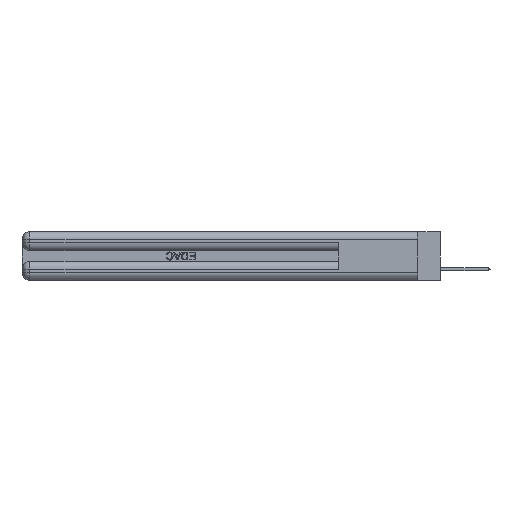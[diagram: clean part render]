
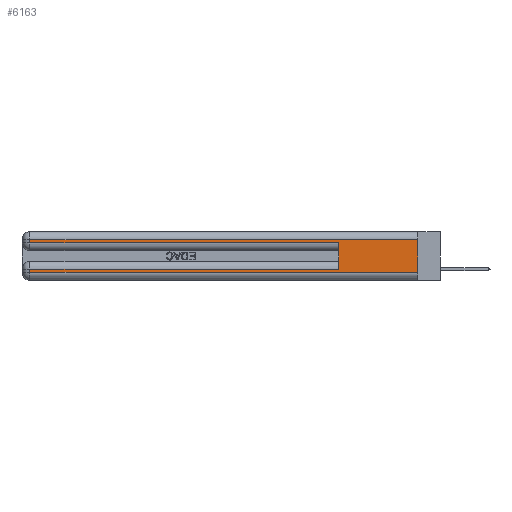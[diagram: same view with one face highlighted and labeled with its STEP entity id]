
A CAD part, left-side view. The second image highlights one B-rep face of the part: STEP entity #6163.
In plain terms, the highlighted planar face has unit normal (-1, 0, 0).
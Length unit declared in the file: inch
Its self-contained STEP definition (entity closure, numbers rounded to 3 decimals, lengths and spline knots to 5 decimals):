
#579 = ORIENTED_EDGE ( 'NONE', *, *, #18103, .F. ) ;
#1004 = CARTESIAN_POINT ( 'NONE',  ( 0., 2.94, 0.085 ) ) ;
#1076 = CARTESIAN_POINT ( 'NONE',  ( 0., 0., 0.285 ) ) ;
#1861 = CARTESIAN_POINT ( 'NONE',  ( 0., 2.94, 0.31 ) ) ;
#2194 = EDGE_CURVE ( 'NONE', #3520, #18508, #19274, .T. ) ;
#3520 = VERTEX_POINT ( 'NONE', #41049 ) ;
#3749 = LINE ( 'NONE', #1076, #35723 ) ;
#4051 = DIRECTION ( 'NONE',  ( 0., -1., 0. ) ) ;
#5705 = DIRECTION ( 'NONE',  ( 0., -1., 0. ) ) ;
#6163 = ADVANCED_FACE ( 'NONE', ( #41770 ), #32706, .F. ) ;
#8438 = EDGE_LOOP ( 'NONE', ( #21838, #26236, #29432, #44637, #579, #20041, #17488, #40631 ) ) ;
#10116 = VERTEX_POINT ( 'NONE', #1004 ) ;
#11764 = CARTESIAN_POINT ( 'NONE',  ( 0., 0., 0.31 ) ) ;
#12137 = LINE ( 'NONE', #43628, #44663 ) ;
#12839 = LINE ( 'NONE', #26219, #29097 ) ;
#13092 = LINE ( 'NONE', #37926, #34793 ) ;
#13139 = AXIS2_PLACEMENT_3D ( 'NONE', #35015, #22572, #29872 ) ;
#13546 = CARTESIAN_POINT ( 'NONE',  ( 0., 0.6, 0.085 ) ) ;
#13701 = EDGE_CURVE ( 'NONE', #18508, #35728, #30589, .T. ) ;
#14692 = CARTESIAN_POINT ( 'NONE',  ( 0., 0., 0.37 ) ) ;
#15899 = DIRECTION ( 'NONE',  ( 0., 0., -1. ) ) ;
#16213 = EDGE_CURVE ( 'NONE', #30338, #32547, #12839, .T. ) ;
#17488 = ORIENTED_EDGE ( 'NONE', *, *, #29111, .T. ) ;
#18103 = EDGE_CURVE ( 'NONE', #41802, #22592, #12137, .T. ) ;
#18313 = VECTOR ( 'NONE', #28393, 39.37008 ) ;
#18508 = VERTEX_POINT ( 'NONE', #1861 ) ;
#19274 = LINE ( 'NONE', #11764, #44782 ) ;
#20041 = ORIENTED_EDGE ( 'NONE', *, *, #25880, .T. ) ;
#20416 = EDGE_CURVE ( 'NONE', #35728, #22592, #3749, .T. ) ;
#20525 = CARTESIAN_POINT ( 'NONE',  ( 0., 2.94, 0.37 ) ) ;
#21838 = ORIENTED_EDGE ( 'NONE', *, *, #43165, .F. ) ;
#22572 = DIRECTION ( 'NONE',  ( 1., 0., 0. ) ) ;
#22592 = VERTEX_POINT ( 'NONE', #41431 ) ;
#24118 = CARTESIAN_POINT ( 'NONE',  ( 0., 0., 0.06 ) ) ;
#25880 = EDGE_CURVE ( 'NONE', #41802, #10116, #13092, .T. ) ;
#26219 = CARTESIAN_POINT ( 'NONE',  ( 0., 0., 0.06 ) ) ;
#26236 = ORIENTED_EDGE ( 'NONE', *, *, #2194, .T. ) ;
#27386 = VECTOR ( 'NONE', #15899, 39.37008 ) ;
#27796 = DIRECTION ( 'NONE',  ( 0., 1., 0. ) ) ;
#28393 = DIRECTION ( 'NONE',  ( 0., 0., -1. ) ) ;
#29097 = VECTOR ( 'NONE', #5705, 39.37008 ) ;
#29111 = EDGE_CURVE ( 'NONE', #10116, #30338, #32717, .T. ) ;
#29432 = ORIENTED_EDGE ( 'NONE', *, *, #13701, .T. ) ;
#29807 = LINE ( 'NONE', #14692, #18313 ) ;
#29872 = DIRECTION ( 'NONE',  ( 0., 0., -1. ) ) ;
#30037 = CARTESIAN_POINT ( 'NONE',  ( 0., 2.94, 0.37 ) ) ;
#30338 = VERTEX_POINT ( 'NONE', #41868 ) ;
#30589 = LINE ( 'NONE', #20525, #42428 ) ;
#32547 = VERTEX_POINT ( 'NONE', #24118 ) ;
#32706 = PLANE ( 'NONE',  #13139 ) ;
#32717 = LINE ( 'NONE', #30037, #27386 ) ;
#32976 = DIRECTION ( 'NONE',  ( 0., 1., 0. ) ) ;
#34793 = VECTOR ( 'NONE', #27796, 39.37008 ) ;
#35015 = CARTESIAN_POINT ( 'NONE',  ( 0., 0., 0.37 ) ) ;
#35723 = VECTOR ( 'NONE', #4051, 39.37008 ) ;
#35728 = VERTEX_POINT ( 'NONE', #39071 ) ;
#36958 = DIRECTION ( 'NONE',  ( 0., 0., 1. ) ) ;
#37926 = CARTESIAN_POINT ( 'NONE',  ( 0., 0., 0.085 ) ) ;
#39071 = CARTESIAN_POINT ( 'NONE',  ( 0., 2.94, 0.285 ) ) ;
#40631 = ORIENTED_EDGE ( 'NONE', *, *, #16213, .T. ) ;
#41049 = CARTESIAN_POINT ( 'NONE',  ( 0., 0., 0.31 ) ) ;
#41431 = CARTESIAN_POINT ( 'NONE',  ( 0., 0.6, 0.285 ) ) ;
#41770 = FACE_OUTER_BOUND ( 'NONE', #8438, .T. ) ;
#41802 = VERTEX_POINT ( 'NONE', #13546 ) ;
#41868 = CARTESIAN_POINT ( 'NONE',  ( 0., 2.94, 0.06 ) ) ;
#42428 = VECTOR ( 'NONE', #44866, 39.37008 ) ;
#43165 = EDGE_CURVE ( 'NONE', #3520, #32547, #29807, .T. ) ;
#43628 = CARTESIAN_POINT ( 'NONE',  ( 0., 0.6, 0.145 ) ) ;
#44637 = ORIENTED_EDGE ( 'NONE', *, *, #20416, .T. ) ;
#44663 = VECTOR ( 'NONE', #36958, 39.37008 ) ;
#44782 = VECTOR ( 'NONE', #32976, 39.37008 ) ;
#44866 = DIRECTION ( 'NONE',  ( 0., 0., -1. ) ) ;
